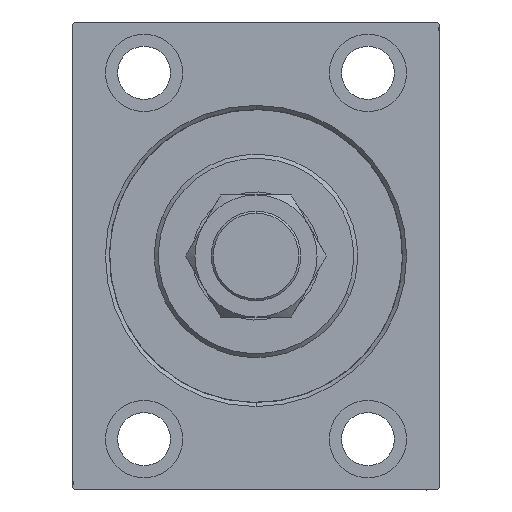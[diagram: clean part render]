
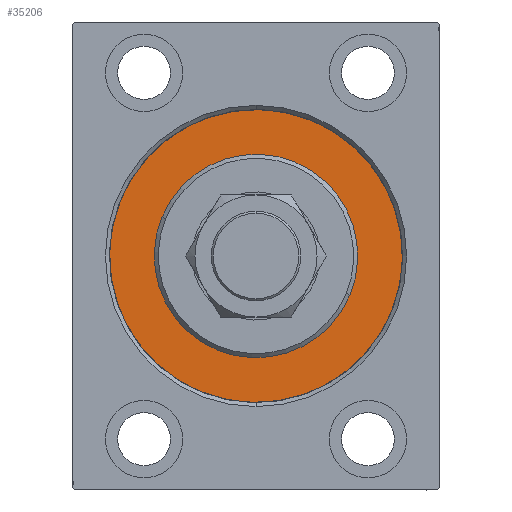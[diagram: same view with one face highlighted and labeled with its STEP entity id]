
A CAD part, left-side view. The second image highlights one B-rep face of the part: STEP entity #35206.
In plain terms, the highlighted face is planar.
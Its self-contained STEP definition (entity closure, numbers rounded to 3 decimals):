
#835 = EDGE_CURVE ( 'NONE', #42163, #12570, #12312, .T. ) ;
#5447 = DIRECTION ( 'NONE',  ( 1., 0., 0. ) ) ;
#7478 = EDGE_CURVE ( 'NONE', #12570, #42163, #25061, .T. ) ;
#7552 = DIRECTION ( 'NONE',  ( -1., 0., 0. ) ) ;
#10141 = CARTESIAN_POINT ( 'NONE',  ( 0., 0., -25. ) ) ;
#12312 = CIRCLE ( 'NONE', #27957, 36. ) ;
#12456 = ORIENTED_EDGE ( 'NONE', *, *, #7478, .F. ) ;
#12570 = VERTEX_POINT ( 'NONE', #18829 ) ;
#14167 = ORIENTED_EDGE ( 'NONE', *, *, #15684, .F. ) ;
#15684 = EDGE_CURVE ( 'NONE', #45533, #39742, #39460, .T. ) ;
#16163 = CARTESIAN_POINT ( 'NONE',  ( 0., 0., 0. ) ) ;
#16984 = FACE_BOUND ( 'NONE', #35464, .T. ) ;
#17082 = AXIS2_PLACEMENT_3D ( 'NONE', #35515, #38815, #18221 ) ;
#17485 = DIRECTION ( 'NONE',  ( 0., 0., 1. ) ) ;
#17900 = PLANE ( 'NONE',  #24492 ) ;
#18221 = DIRECTION ( 'NONE',  ( 0., 0., -1. ) ) ;
#18789 = CARTESIAN_POINT ( 'NONE',  ( 0., 0., 36. ) ) ;
#18829 = CARTESIAN_POINT ( 'NONE',  ( 0., 0., -36. ) ) ;
#19903 = ORIENTED_EDGE ( 'NONE', *, *, #45338, .F. ) ;
#20266 = CARTESIAN_POINT ( 'NONE',  ( 0., 0., 25. ) ) ;
#21164 = EDGE_LOOP ( 'NONE', ( #12456, #22318 ) ) ;
#21177 = FACE_OUTER_BOUND ( 'NONE', #21164, .T. ) ;
#22318 = ORIENTED_EDGE ( 'NONE', *, *, #835, .F. ) ;
#22834 = AXIS2_PLACEMENT_3D ( 'NONE', #38300, #31276, #17485 ) ;
#24492 = AXIS2_PLACEMENT_3D ( 'NONE', #38261, #46175, #31467 ) ;
#25061 = CIRCLE ( 'NONE', #22834, 36. ) ;
#27653 = AXIS2_PLACEMENT_3D ( 'NONE', #16163, #5447, #33446 ) ;
#27957 = AXIS2_PLACEMENT_3D ( 'NONE', #43275, #7552, #33200 ) ;
#31276 = DIRECTION ( 'NONE',  ( -1., 0., 0. ) ) ;
#31467 = DIRECTION ( 'NONE',  ( 0., 0., 1. ) ) ;
#33200 = DIRECTION ( 'NONE',  ( 0., 0., 1. ) ) ;
#33446 = DIRECTION ( 'NONE',  ( 0., 0., -1. ) ) ;
#35206 = ADVANCED_FACE ( 'NONE', ( #16984, #21177 ), #17900, .F. ) ;
#35464 = EDGE_LOOP ( 'NONE', ( #14167, #19903 ) ) ;
#35515 = CARTESIAN_POINT ( 'NONE',  ( 0., 0., 0. ) ) ;
#38261 = CARTESIAN_POINT ( 'NONE',  ( 0., 0., 0. ) ) ;
#38300 = CARTESIAN_POINT ( 'NONE',  ( 0., 0., 0. ) ) ;
#38815 = DIRECTION ( 'NONE',  ( 1., 0., 0. ) ) ;
#39460 = CIRCLE ( 'NONE', #17082, 25. ) ;
#39742 = VERTEX_POINT ( 'NONE', #10141 ) ;
#42163 = VERTEX_POINT ( 'NONE', #18789 ) ;
#42567 = CIRCLE ( 'NONE', #27653, 25. ) ;
#43275 = CARTESIAN_POINT ( 'NONE',  ( 0., 0., 0. ) ) ;
#45338 = EDGE_CURVE ( 'NONE', #39742, #45533, #42567, .T. ) ;
#45533 = VERTEX_POINT ( 'NONE', #20266 ) ;
#46175 = DIRECTION ( 'NONE',  ( -1., 0., 0. ) ) ;
